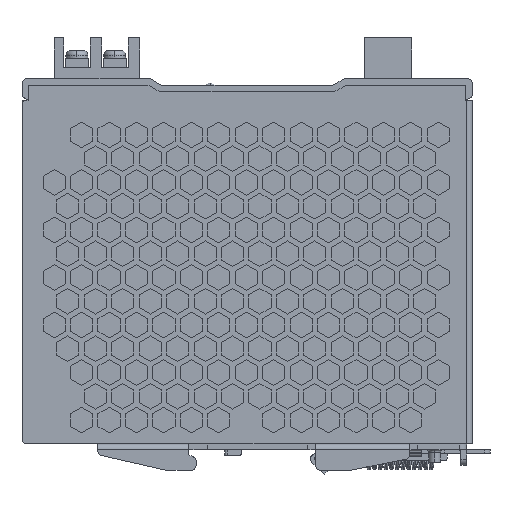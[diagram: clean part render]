
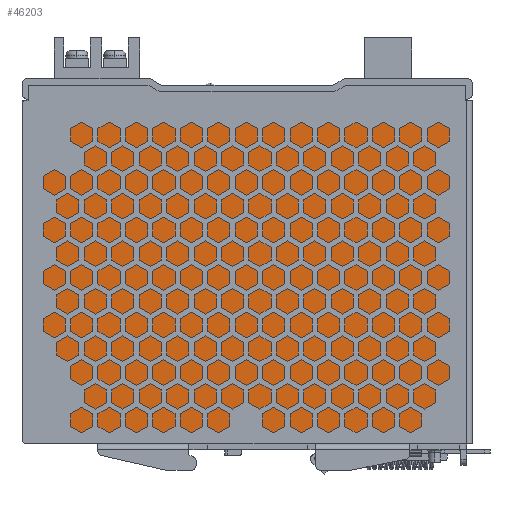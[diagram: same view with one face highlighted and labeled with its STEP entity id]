
A CAD part, left-side view. The second image highlights one B-rep face of the part: STEP entity #46203.
In plain terms, the highlighted planar face has unit normal (-1, 0, 0).
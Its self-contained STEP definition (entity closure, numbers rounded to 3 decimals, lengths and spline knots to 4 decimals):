
#4598 = CARTESIAN_POINT ( 'NONE',  ( -0.63, -2.305, -0.2083 ) ) ;
#4622 = DIRECTION ( 'NONE',  ( 0., 0., -1. ) ) ;
#4623 = VECTOR ( 'NONE', #4622, 39.3701 ) ;
#4624 = LINE ( 'NONE', #4598, #4623 ) ;
#4626 = CARTESIAN_POINT ( 'NONE',  ( -0.63, -2.305, -0.2735 ) ) ;
#4662 = CARTESIAN_POINT ( 'NONE',  ( -0.63, 2.1972, -3.785 ) ) ;
#4691 = CARTESIAN_POINT ( 'NONE',  ( -0.63, -2.305, -3.785 ) ) ;
#4706 = DIRECTION ( 'NONE',  ( 0., 1., 0. ) ) ;
#4707 = VECTOR ( 'NONE', #4706, 39.3701 ) ;
#4708 = CARTESIAN_POINT ( 'NONE',  ( -0.63, 2.305, -3.785 ) ) ;
#4709 = LINE ( 'NONE', #4708, #4707 ) ;
#31766 = EDGE_CURVE ( 'NONE', #31779, #31838, #4624, .T. ) ;
#31779 = VERTEX_POINT ( 'NONE', #4626 ) ;
#31828 = EDGE_CURVE ( 'NONE', #31838, #31855, #4709, .T. ) ;
#31838 = VERTEX_POINT ( 'NONE', #4691 ) ;
#31855 = VERTEX_POINT ( 'NONE', #4662 ) ;
#44681 = DIRECTION ( 'NONE',  ( 0., -1., 0. ) ) ;
#44694 = LINE ( 'NONE', #44700, #44725 ) ;
#44700 = CARTESIAN_POINT ( 'NONE',  ( -0.63, 2.1972, -0.2735 ) ) ;
#44725 = VECTOR ( 'NONE', #44681, 39.3701 ) ;
#45159 = AXIS2_PLACEMENT_3D ( 'NONE', #45232, #45231, #45229 ) ;
#45183 = FACE_OUTER_BOUND ( 'NONE', #46216, .T. ) ;
#45196 = CARTESIAN_POINT ( 'NONE',  ( -0.63, 2.1972, -0.2735 ) ) ;
#45229 = DIRECTION ( 'NONE',  ( 0., 0., 1. ) ) ;
#45231 = DIRECTION ( 'NONE',  ( -1., 0., 0. ) ) ;
#45232 = CARTESIAN_POINT ( 'NONE',  ( -0.63, -2.38, -3.8019 ) ) ;
#45248 = PLANE ( 'NONE',  #45159 ) ;
#45342 = DIRECTION ( 'NONE',  ( 0., 0., 1. ) ) ;
#45343 = VECTOR ( 'NONE', #45342, 39.3701 ) ;
#45345 = CARTESIAN_POINT ( 'NONE',  ( -0.63, 2.1972, -3.8019 ) ) ;
#45346 = LINE ( 'NONE', #45345, #45343 ) ;
#46137 = VERTEX_POINT ( 'NONE', #45196 ) ;
#46203 = ADVANCED_FACE ( 'NONE', ( #45183 ), #45248, .T. ) ;
#46205 = ORIENTED_EDGE ( 'NONE', *, *, #46238, .F. ) ;
#46206 = ORIENTED_EDGE ( 'NONE', *, *, #31766, .F. ) ;
#46216 = EDGE_LOOP ( 'NONE', ( #46224, #46206, #46205, #46304 ) ) ;
#46224 = ORIENTED_EDGE ( 'NONE', *, *, #31828, .F. ) ;
#46238 = EDGE_CURVE ( 'NONE', #46137, #31779, #44694, .T. ) ;
#46240 = EDGE_CURVE ( 'NONE', #31855, #46137, #45346, .T. ) ;
#46304 = ORIENTED_EDGE ( 'NONE', *, *, #46240, .F. ) ;
